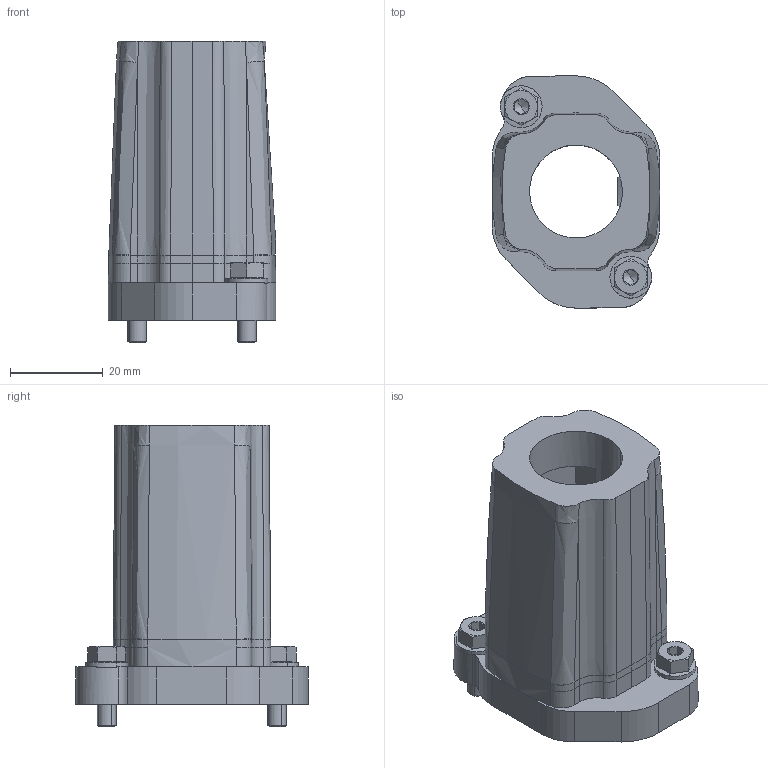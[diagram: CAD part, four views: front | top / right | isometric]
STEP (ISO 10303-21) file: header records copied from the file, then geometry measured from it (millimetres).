
FILE_DESCRIPTION(('CATIA V5 STEP Exchange','CAx-IF Rec.Pracs.--- Model Styling and Organization---1.5--- 2016-08-15','CAx-IF Rec.Pracs.---Supplemental Geometry---1.0---2011-11-01','CAx-IF Rec.Pracs.--- Composite Materials ---1.1---2010-07-15'),'2;1');
FILE_NAME ('13481012_2', '2025-08-22T10:50:28+00:00', ('none'), ('Weidmueller'), 'CATIA Version 5-6 Release 2024 SP4', 'CATIA V5 STEP AP214 v3', 'none');
FILE_SCHEMA(('AUTOMOTIVE_DESIGN { 1 0 10303 214 1 1 1 1 }'));
Length unit declared in the file: millimetre
Products named in the file (1): 1082390000
Bounding box: 36 x 50 x 64.85 mm (x, y, z)
Volume: 35050.4 mm3; surface area: 15853.7 mm2
Topology: 1 solids, 1 shells, 327 faces, 775 edges, 458 vertices
Faces by surface type: plane 103, cylinder 82, cone 62, torus 34, bspline 24, sphere 16, extrusion 4, revolution 2
Entity records: 10207 total; most frequent: CARTESIAN_POINT 3472, ORIENTED_EDGE 1542, DIRECTION 1058, EDGE_CURVE 771, AXIS2_PLACEMENT_3D 515, VERTEX_POINT 458, EDGE_LOOP 343, ADVANCED_FACE 327
